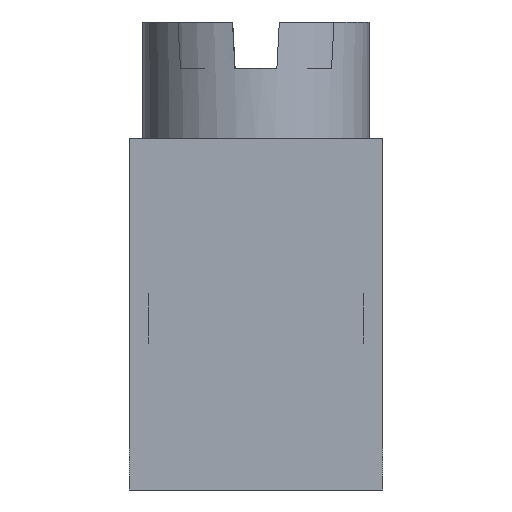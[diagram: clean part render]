
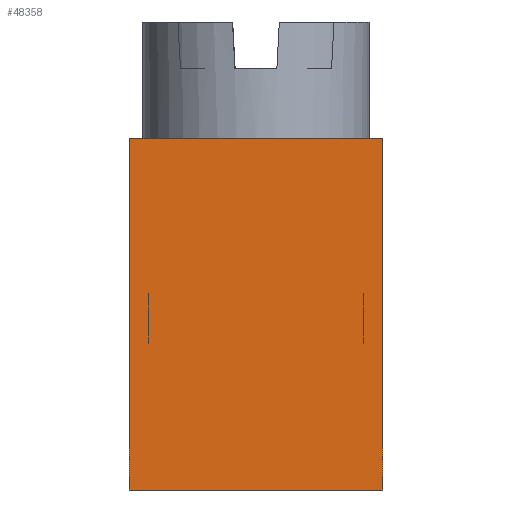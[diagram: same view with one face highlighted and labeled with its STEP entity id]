
A CAD part, left-side view. The second image highlights one B-rep face of the part: STEP entity #48358.
In plain terms, the highlighted planar face has unit normal (-1, 0, 0).
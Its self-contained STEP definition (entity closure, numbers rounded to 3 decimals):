
#407 = VERTEX_POINT ( 'NONE', #52519 ) ;
#446 = VERTEX_POINT ( 'NONE', #52595 ) ;
#458 = VERTEX_POINT ( 'NONE', #52564 ) ;
#477 = VERTEX_POINT ( 'NONE', #52549 ) ;
#13868 = LINE ( 'NONE', #13878, #51010 ) ;
#13874 = DIRECTION ( 'NONE',  ( 0., 0., -1. ) ) ;
#13878 = CARTESIAN_POINT ( 'NONE',  ( 0.2, 6.5, 9. ) ) ;
#13910 = LINE ( 'NONE', #13983, #51075 ) ;
#13915 = LINE ( 'NONE', #13938, #51070 ) ;
#13925 = DIRECTION ( 'NONE',  ( 0., 1., 0. ) ) ;
#13938 = CARTESIAN_POINT ( 'NONE',  ( 0.2, 0., 0. ) ) ;
#13966 = DIRECTION ( 'NONE',  ( 0., 0., -1. ) ) ;
#13983 = CARTESIAN_POINT ( 'NONE',  ( 0.2, 0., 9. ) ) ;
#23370 = DIRECTION ( 'NONE',  ( 0., -1., 0. ) ) ;
#23431 = LINE ( 'NONE', #23448, #38017 ) ;
#23448 = CARTESIAN_POINT ( 'NONE',  ( 0.2, 6.5, 9. ) ) ;
#23713 = AXIS2_PLACEMENT_3D ( 'NONE', #46984, #47001, #46985 ) ;
#29398 = EDGE_CURVE ( 'NONE', #446, #458, #13868, .T. ) ;
#29414 = EDGE_CURVE ( 'NONE', #477, #458, #13915, .T. ) ;
#29425 = EDGE_CURVE ( 'NONE', #407, #477, #13910, .T. ) ;
#29646 = EDGE_CURVE ( 'NONE', #446, #407, #23431, .T. ) ;
#37125 = EDGE_LOOP ( 'NONE', ( #44424, #44359, #44450, #44469 ) ) ;
#38017 = VECTOR ( 'NONE', #23370, 1000. ) ;
#44359 = ORIENTED_EDGE ( 'NONE', *, *, #29398, .T. ) ;
#44424 = ORIENTED_EDGE ( 'NONE', *, *, #29646, .F. ) ;
#44450 = ORIENTED_EDGE ( 'NONE', *, *, #29414, .F. ) ;
#44469 = ORIENTED_EDGE ( 'NONE', *, *, #29425, .F. ) ;
#46979 = FACE_OUTER_BOUND ( 'NONE', #37125, .T. ) ;
#46984 = CARTESIAN_POINT ( 'NONE',  ( 0.2, 0., 9. ) ) ;
#46985 = DIRECTION ( 'NONE',  ( 0., 0., -1. ) ) ;
#46988 = PLANE ( 'NONE',  #23713 ) ;
#47001 = DIRECTION ( 'NONE',  ( 1., 0., 0. ) ) ;
#48358 = ADVANCED_FACE ( 'NONE', ( #46979 ), #46988, .F. ) ;
#51010 = VECTOR ( 'NONE', #13874, 1000. ) ;
#51070 = VECTOR ( 'NONE', #13925, 1000. ) ;
#51075 = VECTOR ( 'NONE', #13966, 1000. ) ;
#52519 = CARTESIAN_POINT ( 'NONE',  ( 0.2, 0., 9. ) ) ;
#52549 = CARTESIAN_POINT ( 'NONE',  ( 0.2, 0., 0. ) ) ;
#52564 = CARTESIAN_POINT ( 'NONE',  ( 0.2, 6.5, 0. ) ) ;
#52595 = CARTESIAN_POINT ( 'NONE',  ( 0.2, 6.5, 9. ) ) ;
